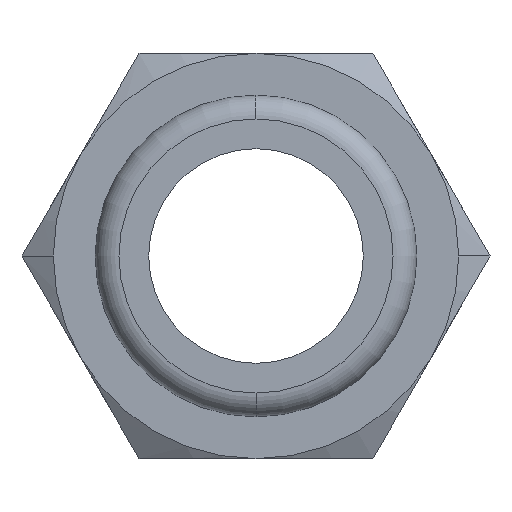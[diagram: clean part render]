
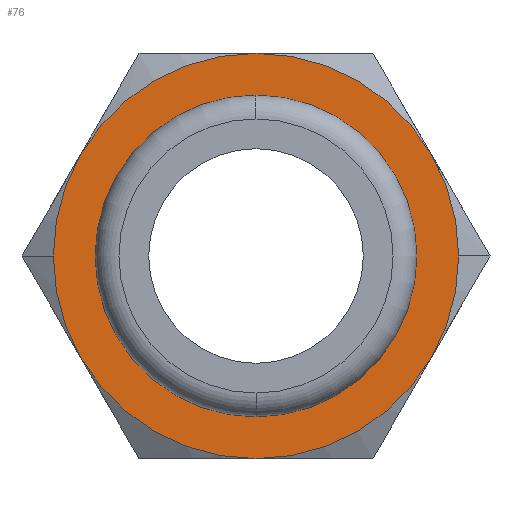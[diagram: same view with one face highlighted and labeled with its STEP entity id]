
A CAD part, front view. The second image highlights one B-rep face of the part: STEP entity #76.
In plain terms, the highlighted planar face has unit normal (0, -1, 0).
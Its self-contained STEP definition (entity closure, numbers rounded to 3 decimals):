
#76=ADVANCED_FACE('',(#185,#186),#187,.T.);
#185=FACE_OUTER_BOUND('',#328,.T.);
#186=FACE_BOUND('',#329,.T.);
#187=PLANE('',#330);
#328=EDGE_LOOP('',(#488,#489,#490,#491,#492,#493,#494,#495));
#329=EDGE_LOOP('',(#496,#497));
#330=AXIS2_PLACEMENT_3D('',#498,#499,#500);
#488=ORIENTED_EDGE('',*,*,#842,.F.);
#489=ORIENTED_EDGE('',*,*,#843,.F.);
#490=ORIENTED_EDGE('',*,*,#844,.F.);
#491=ORIENTED_EDGE('',*,*,#845,.F.);
#492=ORIENTED_EDGE('',*,*,#846,.F.);
#493=ORIENTED_EDGE('',*,*,#847,.F.);
#494=ORIENTED_EDGE('',*,*,#848,.F.);
#495=ORIENTED_EDGE('',*,*,#849,.F.);
#496=ORIENTED_EDGE('',*,*,#850,.F.);
#497=ORIENTED_EDGE('',*,*,#851,.F.);
#498=CARTESIAN_POINT('',(4.25,15.5,0.0));
#499=DIRECTION('',(-0.0,-1.0,-0.0));
#500=DIRECTION('',(-1.0,0.0,0.0));
#842=EDGE_CURVE('',#998,#999,#1000,.T.);
#843=EDGE_CURVE('',#1001,#998,#1002,.T.);
#844=EDGE_CURVE('',#1003,#1001,#1004,.T.);
#845=EDGE_CURVE('',#1005,#1003,#1006,.T.);
#846=EDGE_CURVE('',#1007,#1005,#1008,.T.);
#847=EDGE_CURVE('',#968,#1007,#1009,.T.);
#848=EDGE_CURVE('',#1010,#968,#1011,.T.);
#849=EDGE_CURVE('',#999,#1010,#1012,.T.);
#850=EDGE_CURVE('',#1013,#1014,#1015,.T.);
#851=EDGE_CURVE('',#1014,#1013,#1016,.T.);
#968=VERTEX_POINT('',#1164);
#998=VERTEX_POINT('',#1242);
#999=VERTEX_POINT('',#1243);
#1000=CIRCLE('',#1244,8.5);
#1001=VERTEX_POINT('',#1245);
#1002=CIRCLE('',#1246,8.5);
#1003=VERTEX_POINT('',#1247);
#1004=CIRCLE('',#1248,8.5);
#1005=VERTEX_POINT('',#1249);
#1006=CIRCLE('',#1250,8.5);
#1007=VERTEX_POINT('',#1251);
#1008=CIRCLE('',#1252,8.5);
#1009=CIRCLE('',#1253,8.5);
#1010=VERTEX_POINT('',#1254);
#1011=CIRCLE('',#1255,8.5);
#1012=CIRCLE('',#1256,8.5);
#1013=VERTEX_POINT('',#1257);
#1014=VERTEX_POINT('',#1258);
#1015=CIRCLE('',#1259,6.75);
#1016=CIRCLE('',#1260,6.75);
#1164=CARTESIAN_POINT('',(0.0,15.5,-8.5));
#1242=CARTESIAN_POINT('',(7.361,15.5,4.25));
#1243=CARTESIAN_POINT('',(8.5,15.5,0.));
#1244=AXIS2_PLACEMENT_3D('',#1668,#1669,#1670);
#1245=CARTESIAN_POINT('',(0.,15.5,8.5));
#1246=AXIS2_PLACEMENT_3D('',#1671,#1672,#1673);
#1247=CARTESIAN_POINT('',(-7.361,15.5,4.25));
#1248=AXIS2_PLACEMENT_3D('',#1674,#1675,#1676);
#1249=CARTESIAN_POINT('',(-8.5,15.5,0.));
#1250=AXIS2_PLACEMENT_3D('',#1677,#1678,#1679);
#1251=CARTESIAN_POINT('',(-7.361,15.5,-4.25));
#1252=AXIS2_PLACEMENT_3D('',#1680,#1681,#1682);
#1253=AXIS2_PLACEMENT_3D('',#1683,#1684,#1685);
#1254=CARTESIAN_POINT('',(7.361,15.5,-4.25));
#1255=AXIS2_PLACEMENT_3D('',#1686,#1687,#1688);
#1256=AXIS2_PLACEMENT_3D('',#1689,#1690,#1691);
#1257=CARTESIAN_POINT('',(-6.75,15.5,0.));
#1258=CARTESIAN_POINT('',(6.75,15.5,0.));
#1259=AXIS2_PLACEMENT_3D('',#1692,#1693,#1694);
#1260=AXIS2_PLACEMENT_3D('',#1695,#1696,#1697);
#1668=CARTESIAN_POINT('',(0.0,15.5,0.0));
#1669=DIRECTION('',(-0.0,1.0,0.0));
#1670=DIRECTION('',(1.0,0.0,0.0));
#1671=CARTESIAN_POINT('',(0.0,15.5,0.0));
#1672=DIRECTION('',(-0.0,1.0,0.0));
#1673=DIRECTION('',(1.0,0.0,0.0));
#1674=CARTESIAN_POINT('',(0.0,15.5,0.0));
#1675=DIRECTION('',(-0.0,1.0,0.0));
#1676=DIRECTION('',(1.0,0.0,0.0));
#1677=CARTESIAN_POINT('',(0.0,15.5,0.0));
#1678=DIRECTION('',(-0.0,1.0,0.0));
#1679=DIRECTION('',(1.0,0.0,0.0));
#1680=CARTESIAN_POINT('',(0.0,15.5,0.0));
#1681=DIRECTION('',(-0.0,1.0,0.0));
#1682=DIRECTION('',(1.0,0.0,0.0));
#1683=CARTESIAN_POINT('',(0.0,15.5,0.0));
#1684=DIRECTION('',(-0.0,1.0,0.0));
#1685=DIRECTION('',(1.0,0.0,0.0));
#1686=CARTESIAN_POINT('',(0.0,15.5,0.0));
#1687=DIRECTION('',(-0.0,1.0,0.0));
#1688=DIRECTION('',(1.0,0.0,0.0));
#1689=CARTESIAN_POINT('',(0.0,15.5,0.0));
#1690=DIRECTION('',(-0.0,1.0,0.0));
#1691=DIRECTION('',(1.0,0.0,0.0));
#1692=CARTESIAN_POINT('',(0.0,15.5,0.0));
#1693=DIRECTION('',(0.0,-1.0,0.0));
#1694=DIRECTION('',(1.0,0.0,0.0));
#1695=CARTESIAN_POINT('',(0.0,15.5,0.0));
#1696=DIRECTION('',(0.0,-1.0,0.0));
#1697=DIRECTION('',(1.0,0.0,0.0));
